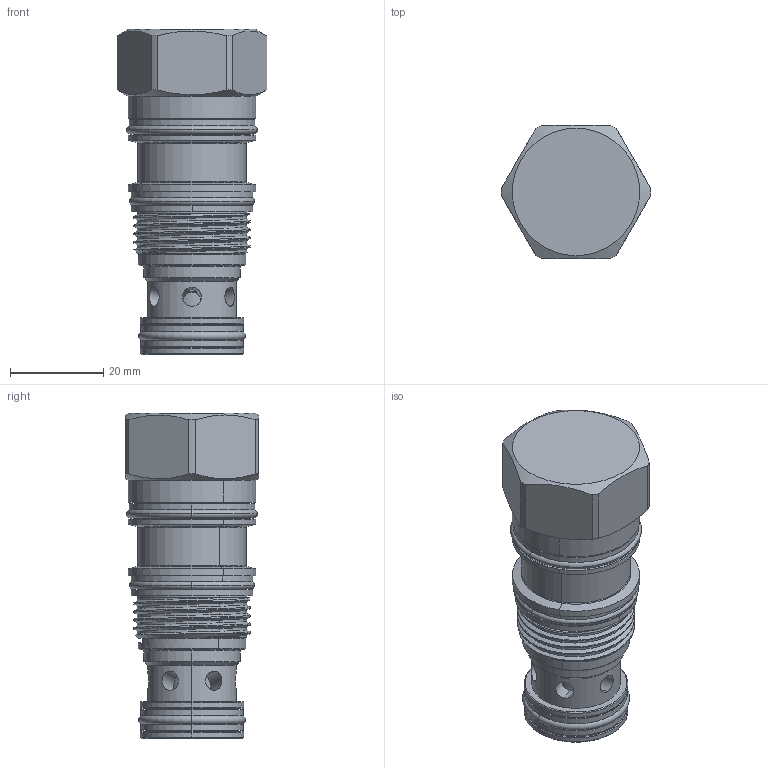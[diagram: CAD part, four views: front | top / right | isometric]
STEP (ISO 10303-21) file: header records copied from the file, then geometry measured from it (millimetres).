
FILE_DESCRIPTION (( 'STEP AP214' ), '1' );
FILE_NAME ('CV2A21-N.STEP', '2016-04-15T08:06:36', ( '' ), ( '' ), 'SwSTEP 2.0', 'SolidWorks 2012', '' );
FILE_SCHEMA (( 'AUTOMOTIVE_DESIGN' ));
Length unit declared in the file: millimetre
Products named in the file (1): CV2A21-N
Bounding box: 32.2 x 28.57 x 69.85 mm (x, y, z)
Volume: 33363.9 mm3; surface area: 11078.7 mm2
Topology: 5 solids, 6 shells, 220 faces, 515 edges, 323 vertices
Faces by surface type: cylinder 125, plane 37, torus 30, cone 26, bspline 2
Entity records: 8080 total; most frequent: CARTESIAN_POINT 2985, DIRECTION 1100, ORIENTED_EDGE 1030, EDGE_CURVE 515, AXIS2_PLACEMENT_3D 472, VERTEX_POINT 323, CIRCLE 253, EDGE_LOOP 246
